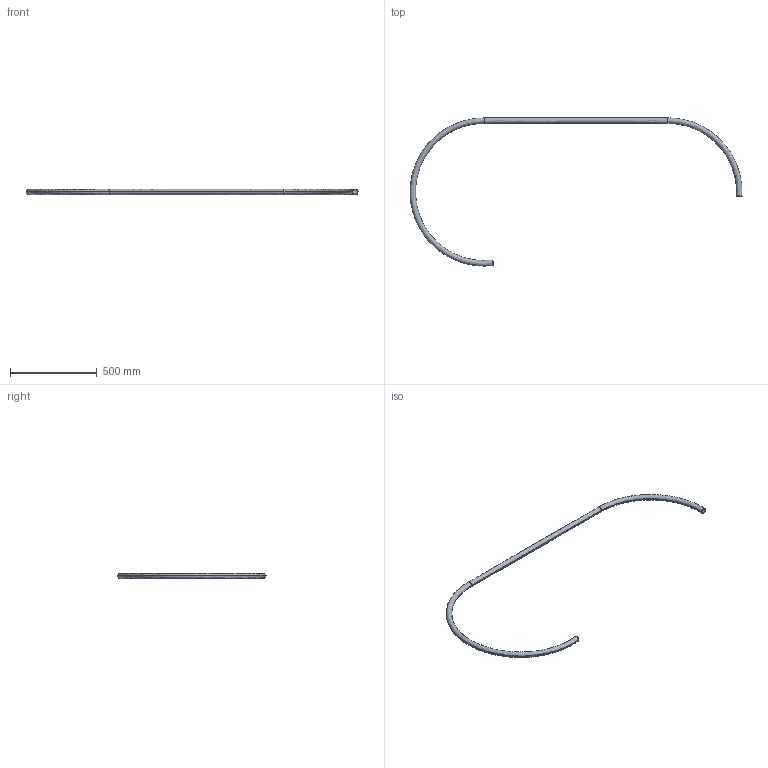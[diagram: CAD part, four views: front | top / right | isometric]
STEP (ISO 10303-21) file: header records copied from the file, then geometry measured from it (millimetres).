
FILE_DESCRIPTION(('tube STEP Exchange'),'2;1');
FILE_NAME('TRP-BAR-AD3f.stp','2021-01-18',('none'),('none'),'none','none','none');
FILE_SCHEMA(('none','none'));
Length unit declared in the file: millimetre
Products named in the file (1): tube
Bounding box: 1913.92 x 854.61 x 32 mm (x, y, z)
Volume: 581926.3 mm3; surface area: 581903.7 mm2
Topology: 1 solids, 2 shells, 26 faces, 50 edges, 28 vertices
Faces by surface type: bspline 22, plane 4
Entity records: 2751 total; most frequent: CARTESIAN_POINT 2369, ORIENTED_EDGE 100, EDGE_CURVE 50, B_SPLINE_CURVE_WITH_KNOTS 36, VERTEX_POINT 28, ADVANCED_FACE 26, EDGE_LOOP 26, FACE_OUTER_BOUND 26
